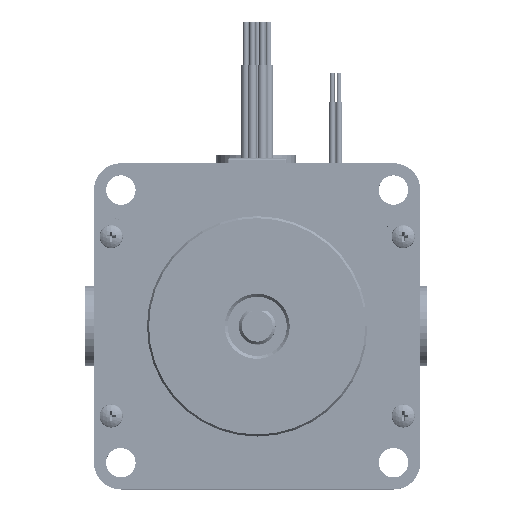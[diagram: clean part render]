
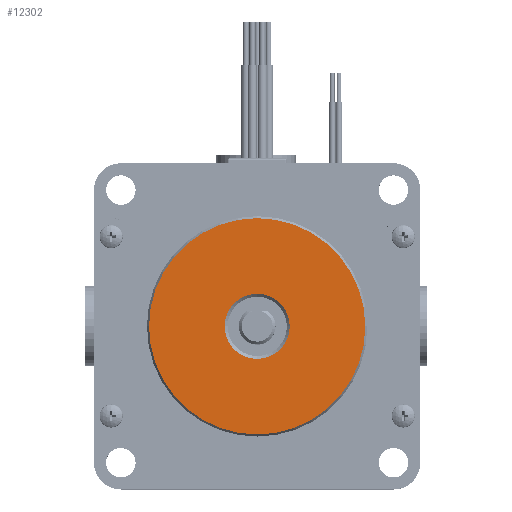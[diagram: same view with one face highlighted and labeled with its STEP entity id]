
A CAD part, top view. The second image highlights one B-rep face of the part: STEP entity #12302.
In plain terms, the highlighted planar face has unit normal (0, 0, 1).
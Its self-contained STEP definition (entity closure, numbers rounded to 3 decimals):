
#450 = EDGE_CURVE ( 'NONE', #19178, #17013, #25444, .T. ) ;
#455 = FACE_OUTER_BOUND ( 'NONE', #12075, .T. ) ;
#489 = ORIENTED_EDGE ( 'NONE', *, *, #33885, .T. ) ;
#2795 = CARTESIAN_POINT ( 'NONE',  ( 0., 0., 1.6 ) ) ;
#4380 = AXIS2_PLACEMENT_3D ( 'NONE', #25057, #38394, #24599 ) ;
#4512 = CARTESIAN_POINT ( 'NONE',  ( 0., 0., 1.6 ) ) ;
#5749 = DIRECTION ( 'NONE',  ( 1., 0., 0. ) ) ;
#5781 = FACE_BOUND ( 'NONE', #27039, .T. ) ;
#6099 = CARTESIAN_POINT ( 'NONE',  ( 5.625, 0., 1.6 ) ) ;
#6167 = VERTEX_POINT ( 'NONE', #14368 ) ;
#6325 = AXIS2_PLACEMENT_3D ( 'NONE', #2795, #26322, #5749 ) ;
#6603 = DIRECTION ( 'NONE',  ( 1., 0., 0. ) ) ;
#12075 = EDGE_LOOP ( 'NONE', ( #37442, #489 ) ) ;
#12272 = DIRECTION ( 'NONE',  ( 0., 0., -1. ) ) ;
#12302 = ADVANCED_FACE ( 'NONE', ( #455, #5781 ), #27886, .T. ) ;
#13506 = EDGE_CURVE ( 'NONE', #17013, #19178, #36495, .T. ) ;
#14368 = CARTESIAN_POINT ( 'NONE',  ( -18.7, 0., 1.6 ) ) ;
#17013 = VERTEX_POINT ( 'NONE', #37519 ) ;
#18741 = DIRECTION ( 'NONE',  ( 1., 0., 0. ) ) ;
#19178 = VERTEX_POINT ( 'NONE', #6099 ) ;
#20011 = DIRECTION ( 'NONE',  ( 0., 0., 1. ) ) ;
#22297 = CARTESIAN_POINT ( 'NONE',  ( 0., 0., 1.6 ) ) ;
#22865 = AXIS2_PLACEMENT_3D ( 'NONE', #22297, #12272, #18741 ) ;
#23093 = CARTESIAN_POINT ( 'NONE',  ( 0., 0., 1.6 ) ) ;
#24599 = DIRECTION ( 'NONE',  ( 1., 0., 0. ) ) ;
#25057 = CARTESIAN_POINT ( 'NONE',  ( 0., 0., 1.6 ) ) ;
#25444 = CIRCLE ( 'NONE', #6325, 5.625 ) ;
#26322 = DIRECTION ( 'NONE',  ( 0., 0., -1. ) ) ;
#26862 = EDGE_CURVE ( 'NONE', #6167, #39503, #33005, .T. ) ;
#27039 = EDGE_LOOP ( 'NONE', ( #31393, #35627 ) ) ;
#27886 = PLANE ( 'NONE',  #30970 ) ;
#29861 = AXIS2_PLACEMENT_3D ( 'NONE', #23093, #20011, #6603 ) ;
#30970 = AXIS2_PLACEMENT_3D ( 'NONE', #4512, #37564, #31309 ) ;
#31309 = DIRECTION ( 'NONE',  ( 1., 0., 0. ) ) ;
#31393 = ORIENTED_EDGE ( 'NONE', *, *, #450, .T. ) ;
#33005 = CIRCLE ( 'NONE', #4380, 18.7 ) ;
#33885 = EDGE_CURVE ( 'NONE', #39503, #6167, #39646, .T. ) ;
#35627 = ORIENTED_EDGE ( 'NONE', *, *, #13506, .T. ) ;
#36495 = CIRCLE ( 'NONE', #22865, 5.625 ) ;
#37442 = ORIENTED_EDGE ( 'NONE', *, *, #26862, .T. ) ;
#37519 = CARTESIAN_POINT ( 'NONE',  ( -5.625, 0., 1.6 ) ) ;
#37564 = DIRECTION ( 'NONE',  ( 0., 0., 1. ) ) ;
#38394 = DIRECTION ( 'NONE',  ( 0., 0., 1. ) ) ;
#39503 = VERTEX_POINT ( 'NONE', #41409 ) ;
#39646 = CIRCLE ( 'NONE', #29861, 18.7 ) ;
#41409 = CARTESIAN_POINT ( 'NONE',  ( 18.7, 0., 1.6 ) ) ;
